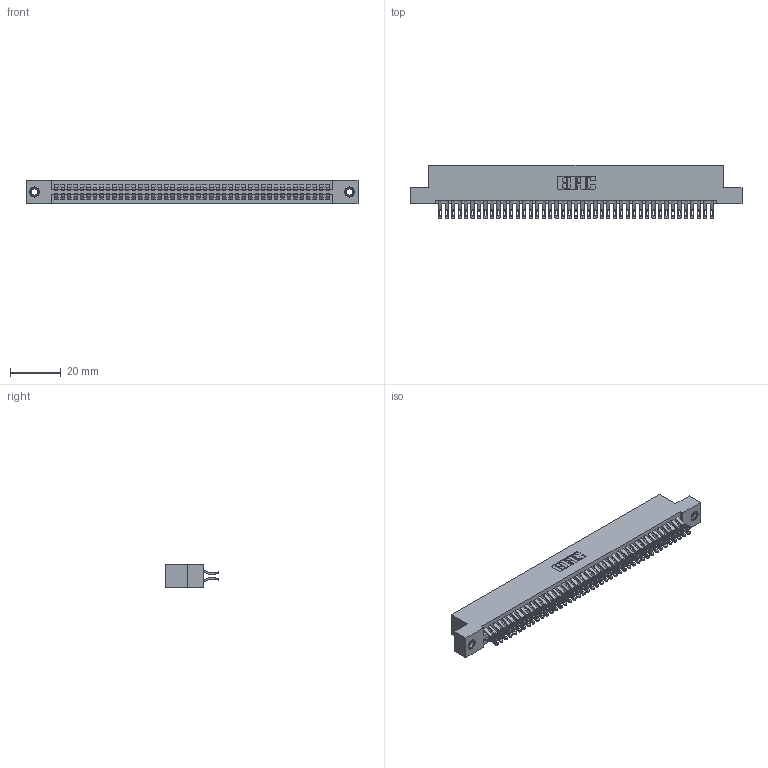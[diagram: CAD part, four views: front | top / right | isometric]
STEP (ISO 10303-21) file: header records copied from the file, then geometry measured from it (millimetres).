
FILE_DESCRIPTION (( 'STEP AP203' ), '1' );
FILE_NAME ('395-086-555-207.STEP', '2019-10-25T12:14:12', ( '' ), ( '' ), 'SwSTEP 2.0', 'SolidWorks 2016', '' );
FILE_SCHEMA (( 'CONFIG_CONTROL_DESIGN' ));
Length unit declared in the file: inch
Products named in the file (4): 345 Part_Flush Mounting Lugs - 0.156 Dia-TI; 345-292-001_555 Tail; 345-250-001_345-250-005-103; 395-086-555-207
Assembly tree (89 placements, depth 2):
  395-086-555-207
    345 Part_Flush Mounting Lugs - 0.156 Dia-TI
    345-292-001_555 Tail  x86
    345-250-001_345-250-005-103  x2
Bounding box: 130.43 x 21.13 x 9.4 mm (x, y, z)
Volume: 12915.2 mm3; surface area: 20005.7 mm2
Topology: 89 solids, 89 shells, 5002 faces, 15699 edges, 10458 vertices
Faces by surface type: plane 2778, cylinder 2208, cone 12, torus 4
Entity records: 35116 total; most frequent: CARTESIAN_POINT 5901, ORIENTED_EDGE 5798, DIRECTION 5197, EDGE_CURVE 2899, VECTOR 2555, LINE 2555, VERTEX_POINT 1928, AXIS2_PLACEMENT_3D 1321
